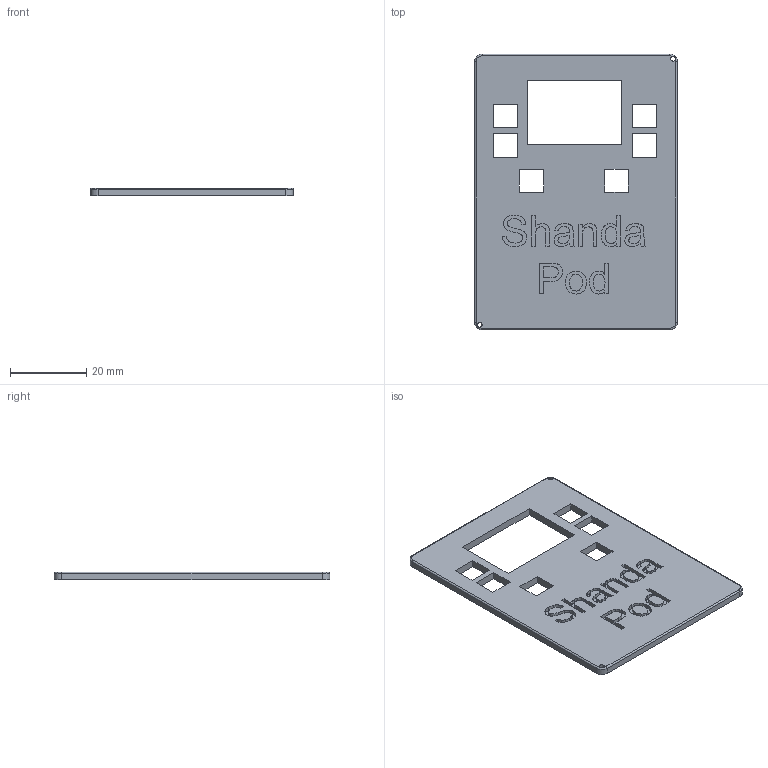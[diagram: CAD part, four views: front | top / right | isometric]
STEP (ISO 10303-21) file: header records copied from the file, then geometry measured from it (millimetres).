
FILE_DESCRIPTION(/* description */ (''),/* implementation_level */ '2;1');
FILE_NAME(/* name */ 'Shanda Pod Top.step',/* time_stamp */ '2025-07-13T00:08:03+06:00',/* author */ (''),/* organization */ (''),/* preprocessor_version */ 'ST-DEVELOPER v20.1',/* originating_system */ 'Autodesk Translation Framework v14.10.0.0',/* authorisation */ '');
FILE_SCHEMA (('AUTOMOTIVE_DESIGN { 1 0 10303 214 3 1 1 }'));
Length unit declared in the file: millimetre
Products named in the file (1): 2025-06-18-11-02-34-816
Bounding box: 53.4 x 72.51 x 2 mm (x, y, z)
Volume: 6265.2 mm3; surface area: 7692.2 mm2
Topology: 1 solids, 1 shells, 287 faces, 805 edges, 534 vertices
Faces by surface type: bspline 180, plane 93, cylinder 10, torus 4
Full cylindrical faces by diameter (mm): 1.271 x2
Entity records: 10941 total; most frequent: CARTESIAN_POINT 4700, ORIENTED_EDGE 1610, EDGE_CURVE 805, DIRECTION 686, VERTEX_POINT 534, LINE 418, VECTOR 418, B_SPLINE_CURVE_WITH_KNOTS 361
